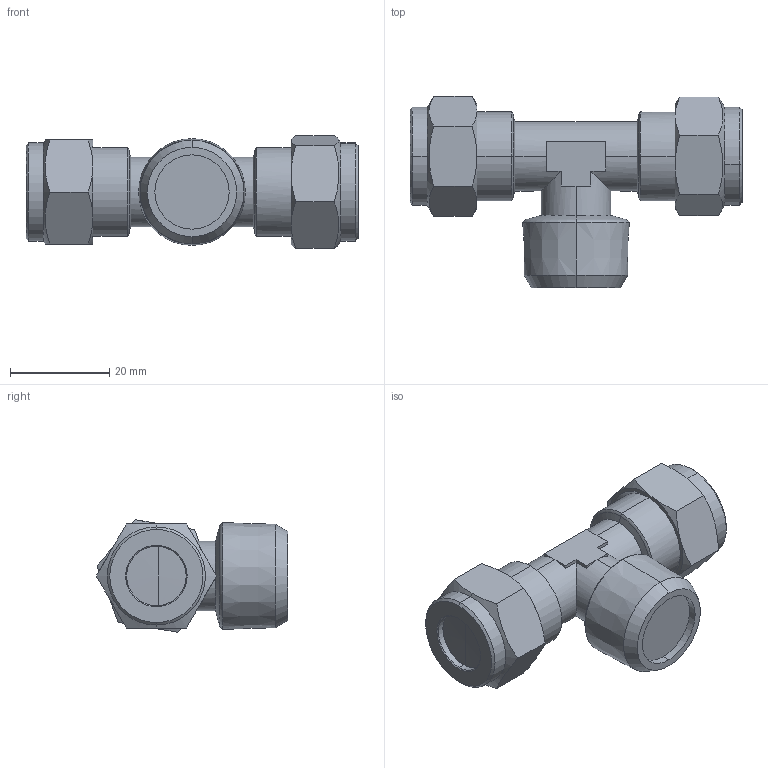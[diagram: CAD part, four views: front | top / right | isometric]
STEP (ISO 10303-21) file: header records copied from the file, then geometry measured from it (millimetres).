
FILE_DESCRIPTION (( 'STEP AP214' ), '1' );
FILE_NAME ('1022000012.step', '2013-02-25T17:11:58', ( '' ), ( '' ), 'SwSTEP 2.0', 'SolidWorks 2012', '' );
FILE_SCHEMA (( 'AUTOMOTIVE_DESIGN' ));
Length unit declared in the file: millimetre
Products named in the file (1): 1022000012
Bounding box: 67 x 38.62 x 22.69 mm (x, y, z)
Volume: 22231.8 mm3; surface area: 8176.1 mm2
Topology: 1 solids, 3 shells, 148 faces, 343 edges, 202 vertices
Faces by surface type: cone 59, plane 45, cylinder 37, torus 7
Entity records: 4810 total; most frequent: CARTESIAN_POINT 1499, ORIENTED_EDGE 682, DIRECTION 661, EDGE_CURVE 341, AXIS2_PLACEMENT_3D 259, VERTEX_POINT 202, EDGE_LOOP 153, FACE_OUTER_BOUND 148
